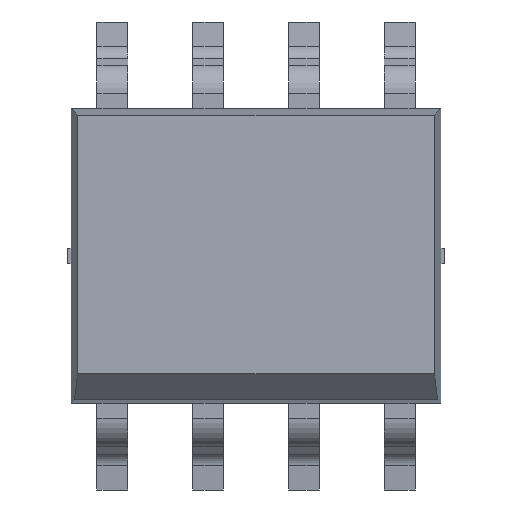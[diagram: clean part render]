
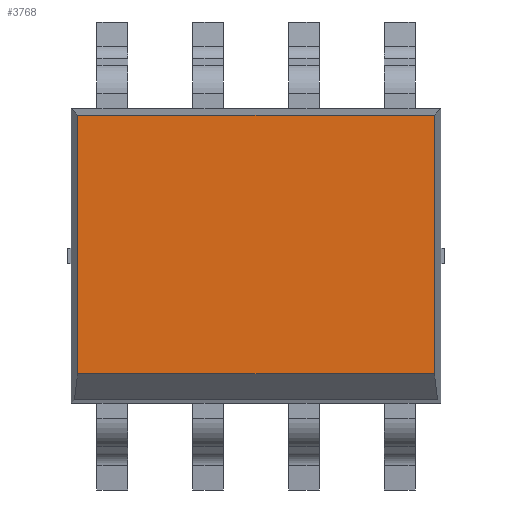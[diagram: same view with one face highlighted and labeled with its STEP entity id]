
A CAD part, top view. The second image highlights one B-rep face of the part: STEP entity #3768.
In plain terms, the highlighted planar face has unit normal (0, 0, 1).
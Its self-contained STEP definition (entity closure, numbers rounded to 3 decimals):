
#81 = CARTESIAN_POINT ( 'NONE',  ( 392.576, 507.87, 746.108 ) ) ;
#177 = CARTESIAN_POINT ( 'NONE',  ( 394.94, 506.006, 746.108 ) ) ;
#245 = VERTEX_POINT ( 'NONE', #2165 ) ;
#322 = AXIS2_PLACEMENT_3D ( 'NONE', #4414, #3709, #1900 ) ;
#331 = CARTESIAN_POINT ( 'NONE',  ( 390.211, 506.006, 746.108 ) ) ;
#578 = LINE ( 'NONE', #2781, #4682 ) ;
#1072 = ORIENTED_EDGE ( 'NONE', *, *, #1967, .T. ) ;
#1147 = VERTEX_POINT ( 'NONE', #1994 ) ;
#1503 = DIRECTION ( 'NONE',  ( -1., 0., 0. ) ) ;
#1567 = CARTESIAN_POINT ( 'NONE',  ( 394.94, 504.442, 746.108 ) ) ;
#1614 = EDGE_CURVE ( 'Defeatured_0_32+Defeatured_0_30+Defeatured_0_29+Defeatured_0_33', #1147, #4589, #1761, .T. ) ;
#1643 = DIRECTION ( 'NONE',  ( 0., 1., 0. ) ) ;
#1761 = LINE ( 'NONE', #331, #3338 ) ;
#1850 = VECTOR ( 'NONE', #1643, 1000. ) ;
#1879 = PLANE ( 'NONE',  #322 ) ;
#1900 = DIRECTION ( 'NONE',  ( -1., 0., 0. ) ) ;
#1967 = EDGE_CURVE ( 'Defeatured_0_32+Defeatured_0_33+Defeatured_0_30+Defeatured_0_28', #4589, #4349, #578, .T. ) ;
#1994 = CARTESIAN_POINT ( 'NONE',  ( 390.211, 507.87, 746.108 ) ) ;
#2084 = VECTOR ( 'NONE', #1503, 1000. ) ;
#2165 = CARTESIAN_POINT ( 'NONE',  ( 394.94, 507.87, 746.108 ) ) ;
#2224 = LINE ( 'NONE', #81, #2084 ) ;
#2236 = EDGE_CURVE ( 'Defeatured_0_32+Defeatured_0_28+Defeatured_0_33+Defeatured_0_29', #4349, #245, #3825, .T. ) ;
#2248 = FACE_OUTER_BOUND ( 'NONE', #4437, .T. ) ;
#2736 = CARTESIAN_POINT ( 'NONE',  ( 390.211, 504.442, 746.108 ) ) ;
#2781 = CARTESIAN_POINT ( 'NONE',  ( 392.576, 504.442, 746.108 ) ) ;
#3338 = VECTOR ( 'NONE', #4274, 1000. ) ;
#3421 = EDGE_CURVE ( 'Defeatured_0_32+Defeatured_0_29+Defeatured_0_28+Defeatured_0_30', #245, #1147, #2224, .T. ) ;
#3709 = DIRECTION ( 'NONE',  ( 0., 0., -1. ) ) ;
#3768 = ADVANCED_FACE ( 'Defeatured_0_32', ( #2248 ), #1879, .F. ) ;
#3825 = LINE ( 'NONE', #177, #1850 ) ;
#3998 = ORIENTED_EDGE ( 'NONE', *, *, #3421, .T. ) ;
#4274 = DIRECTION ( 'NONE',  ( 0., -1., 0. ) ) ;
#4315 = DIRECTION ( 'NONE',  ( 1., 0., 0. ) ) ;
#4349 = VERTEX_POINT ( 'NONE', #1567 ) ;
#4370 = ORIENTED_EDGE ( 'NONE', *, *, #2236, .T. ) ;
#4414 = CARTESIAN_POINT ( 'NONE',  ( 392.576, 506.006, 746.108 ) ) ;
#4437 = EDGE_LOOP ( 'NONE', ( #4570, #1072, #4370, #3998 ) ) ;
#4570 = ORIENTED_EDGE ( 'NONE', *, *, #1614, .T. ) ;
#4589 = VERTEX_POINT ( 'NONE', #2736 ) ;
#4682 = VECTOR ( 'NONE', #4315, 1000. ) ;
